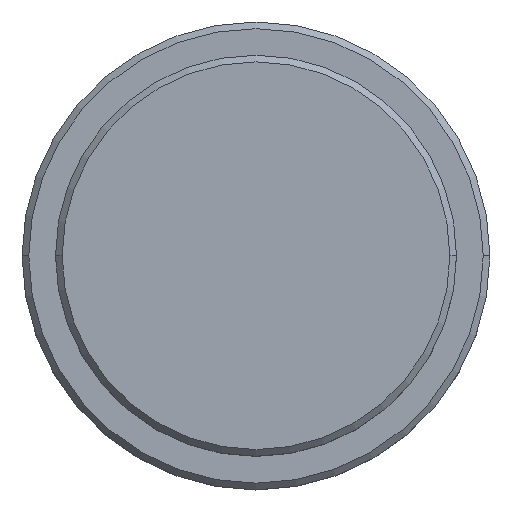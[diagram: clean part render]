
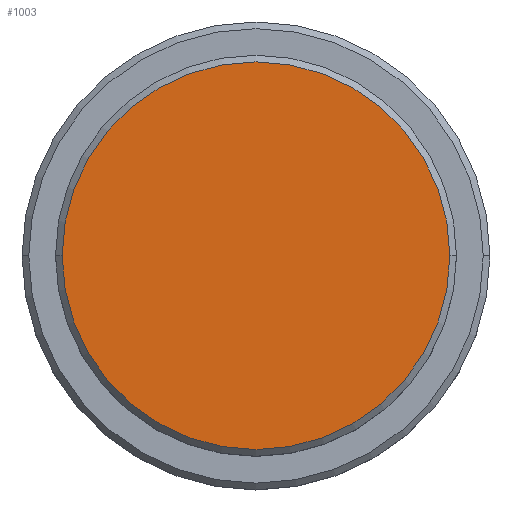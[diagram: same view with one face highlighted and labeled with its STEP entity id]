
A CAD part, top view. The second image highlights one B-rep face of the part: STEP entity #1003.
In plain terms, the highlighted planar face has unit normal (0, 0, 1).
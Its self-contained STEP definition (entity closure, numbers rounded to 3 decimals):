
#174 = EDGE_LOOP ( 'NONE', ( #538, #954 ) ) ;
#229 = CARTESIAN_POINT ( 'NONE',  ( -14.5, 0., 0. ) ) ;
#300 = CIRCLE ( 'NONE', #1100, 14.5 ) ;
#305 = CARTESIAN_POINT ( 'NONE',  ( 14.5, 0., 0. ) ) ;
#368 = EDGE_CURVE ( 'NONE', #1025, #748, #905, .T. ) ;
#409 = CARTESIAN_POINT ( 'NONE',  ( 0., 0., 0. ) ) ;
#499 = DIRECTION ( 'NONE',  ( 1., 0., 0. ) ) ;
#538 = ORIENTED_EDGE ( 'NONE', *, *, #971, .T. ) ;
#599 = DIRECTION ( 'NONE',  ( 1., 0., 0. ) ) ;
#615 = CARTESIAN_POINT ( 'NONE',  ( 0., 0., 0. ) ) ;
#677 = DIRECTION ( 'NONE',  ( 0., 0., 1. ) ) ;
#748 = VERTEX_POINT ( 'NONE', #229 ) ;
#835 = DIRECTION ( 'NONE',  ( 0., 0., 1. ) ) ;
#905 = CIRCLE ( 'NONE', #1123, 14.5 ) ;
#934 = DIRECTION ( 'NONE',  ( 0., 0., 1. ) ) ;
#954 = ORIENTED_EDGE ( 'NONE', *, *, #368, .T. ) ;
#971 = EDGE_CURVE ( 'NONE', #748, #1025, #300, .T. ) ;
#1003 = ADVANCED_FACE ( 'NONE', ( #1377 ), #1258, .T. ) ;
#1025 = VERTEX_POINT ( 'NONE', #305 ) ;
#1100 = AXIS2_PLACEMENT_3D ( 'NONE', #409, #934, #499 ) ;
#1123 = AXIS2_PLACEMENT_3D ( 'NONE', #1348, #677, #599 ) ;
#1258 = PLANE ( 'NONE',  #1276 ) ;
#1276 = AXIS2_PLACEMENT_3D ( 'NONE', #615, #835, #1357 ) ;
#1348 = CARTESIAN_POINT ( 'NONE',  ( 0., 0., 0. ) ) ;
#1357 = DIRECTION ( 'NONE',  ( 1., 0., 0. ) ) ;
#1377 = FACE_OUTER_BOUND ( 'NONE', #174, .T. ) ;
